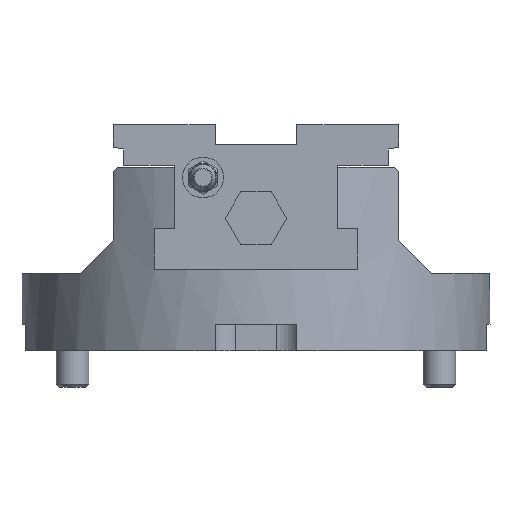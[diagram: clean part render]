
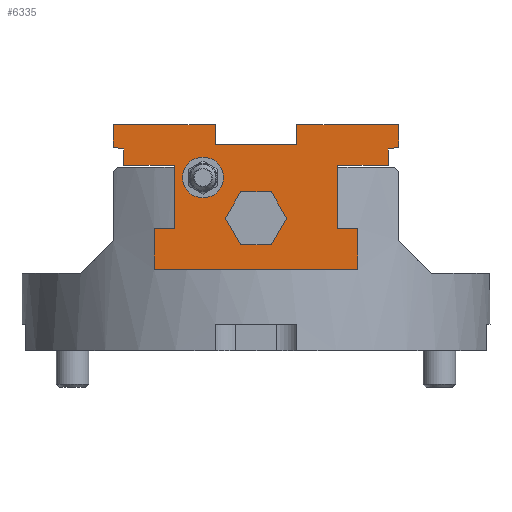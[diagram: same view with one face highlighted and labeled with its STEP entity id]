
A CAD part, front view. The second image highlights one B-rep face of the part: STEP entity #6335.
In plain terms, the highlighted planar face has unit normal (0, -1, 0).
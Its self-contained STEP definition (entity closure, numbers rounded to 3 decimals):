
#722=LINE('',#10616,#1202);
#723=LINE('',#10618,#1203);
#724=LINE('',#10620,#1204);
#725=LINE('',#10622,#1205);
#726=LINE('',#10624,#1206);
#727=LINE('',#10626,#1207);
#728=LINE('',#10628,#1208);
#729=LINE('',#10630,#1209);
#730=LINE('',#10632,#1210);
#731=LINE('',#10634,#1211);
#732=LINE('',#10636,#1212);
#733=LINE('',#10638,#1213);
#734=LINE('',#10640,#1214);
#735=LINE('',#10642,#1215);
#736=LINE('',#10644,#1216);
#737=LINE('',#10646,#1217);
#738=LINE('',#10648,#1218);
#739=LINE('',#10650,#1219);
#740=LINE('',#10652,#1220);
#741=LINE('',#10653,#1221);
#1202=VECTOR('',#8631,10.);
#1203=VECTOR('',#8632,10.);
#1204=VECTOR('',#8633,10.);
#1205=VECTOR('',#8634,10.);
#1206=VECTOR('',#8635,10.);
#1207=VECTOR('',#8636,10.);
#1208=VECTOR('',#8637,10.);
#1209=VECTOR('',#8638,10.);
#1210=VECTOR('',#8639,10.);
#1211=VECTOR('',#8640,10.);
#1212=VECTOR('',#8641,10.);
#1213=VECTOR('',#8642,10.);
#1214=VECTOR('',#8643,10.);
#1215=VECTOR('',#8644,10.);
#1216=VECTOR('',#8645,10.);
#1217=VECTOR('',#8646,10.);
#1218=VECTOR('',#8647,10.);
#1219=VECTOR('',#8648,10.);
#1220=VECTOR('',#8649,10.);
#1221=VECTOR('',#8650,10.);
#1316=FACE_BOUND('',#2016,.T.);
#1613=FACE_OUTER_BOUND('',#2015,.T.);
#2015=EDGE_LOOP('',(#5246,#5247,#5248,#5249,#5250,#5251,#5252,#5253,#5254,
#5255,#5256,#5257,#5258,#5259,#5260,#5261,#5262,#5263,#5264,#5265));
#2016=EDGE_LOOP('',(#5266));
#2287=CIRCLE('',#7051,5.);
#2833=VERTEX_POINT('',#10614);
#2834=VERTEX_POINT('',#10615);
#2835=VERTEX_POINT('',#10617);
#2836=VERTEX_POINT('',#10619);
#2837=VERTEX_POINT('',#10621);
#2838=VERTEX_POINT('',#10623);
#2839=VERTEX_POINT('',#10625);
#2840=VERTEX_POINT('',#10627);
#2841=VERTEX_POINT('',#10629);
#2842=VERTEX_POINT('',#10631);
#2843=VERTEX_POINT('',#10633);
#2844=VERTEX_POINT('',#10635);
#2845=VERTEX_POINT('',#10637);
#2846=VERTEX_POINT('',#10639);
#2847=VERTEX_POINT('',#10641);
#2848=VERTEX_POINT('',#10643);
#2849=VERTEX_POINT('',#10645);
#2850=VERTEX_POINT('',#10647);
#2851=VERTEX_POINT('',#10649);
#2852=VERTEX_POINT('',#10651);
#2853=VERTEX_POINT('',#10654);
#3650=EDGE_CURVE('',#2833,#2834,#722,.T.);
#3651=EDGE_CURVE('',#2834,#2835,#723,.T.);
#3652=EDGE_CURVE('',#2835,#2836,#724,.T.);
#3653=EDGE_CURVE('',#2837,#2836,#725,.T.);
#3654=EDGE_CURVE('',#2838,#2837,#726,.T.);
#3655=EDGE_CURVE('',#2839,#2838,#727,.T.);
#3656=EDGE_CURVE('',#2840,#2839,#728,.T.);
#3657=EDGE_CURVE('',#2841,#2840,#729,.T.);
#3658=EDGE_CURVE('',#2842,#2841,#730,.T.);
#3659=EDGE_CURVE('',#2843,#2842,#731,.T.);
#3660=EDGE_CURVE('',#2843,#2844,#732,.T.);
#3661=EDGE_CURVE('',#2844,#2845,#733,.T.);
#3662=EDGE_CURVE('',#2845,#2846,#734,.T.);
#3663=EDGE_CURVE('',#2846,#2847,#735,.T.);
#3664=EDGE_CURVE('',#2847,#2848,#736,.T.);
#3665=EDGE_CURVE('',#2848,#2849,#737,.T.);
#3666=EDGE_CURVE('',#2849,#2850,#738,.T.);
#3667=EDGE_CURVE('',#2850,#2851,#739,.T.);
#3668=EDGE_CURVE('',#2851,#2852,#740,.T.);
#3669=EDGE_CURVE('',#2852,#2833,#741,.T.);
#3670=EDGE_CURVE('',#2853,#2853,#2287,.T.);
#5246=ORIENTED_EDGE('',*,*,#3650,.T.);
#5247=ORIENTED_EDGE('',*,*,#3651,.T.);
#5248=ORIENTED_EDGE('',*,*,#3652,.T.);
#5249=ORIENTED_EDGE('',*,*,#3653,.F.);
#5250=ORIENTED_EDGE('',*,*,#3654,.F.);
#5251=ORIENTED_EDGE('',*,*,#3655,.F.);
#5252=ORIENTED_EDGE('',*,*,#3656,.F.);
#5253=ORIENTED_EDGE('',*,*,#3657,.F.);
#5254=ORIENTED_EDGE('',*,*,#3658,.F.);
#5255=ORIENTED_EDGE('',*,*,#3659,.F.);
#5256=ORIENTED_EDGE('',*,*,#3660,.T.);
#5257=ORIENTED_EDGE('',*,*,#3661,.T.);
#5258=ORIENTED_EDGE('',*,*,#3662,.T.);
#5259=ORIENTED_EDGE('',*,*,#3663,.T.);
#5260=ORIENTED_EDGE('',*,*,#3664,.T.);
#5261=ORIENTED_EDGE('',*,*,#3665,.T.);
#5262=ORIENTED_EDGE('',*,*,#3666,.T.);
#5263=ORIENTED_EDGE('',*,*,#3667,.T.);
#5264=ORIENTED_EDGE('',*,*,#3668,.T.);
#5265=ORIENTED_EDGE('',*,*,#3669,.T.);
#5266=ORIENTED_EDGE('',*,*,#3670,.T.);
#5662=PLANE('',#7050);
#6335=ADVANCED_FACE('',(#1613,#1316),#5662,.F.);
#7050=AXIS2_PLACEMENT_3D('',#10613,#8629,#8630);
#7051=AXIS2_PLACEMENT_3D('',#10655,#8651,#8652);
#8629=DIRECTION('center_axis',(0.,1.,0.));
#8630=DIRECTION('ref_axis',(0.,0.,1.));
#8631=DIRECTION('',(0.985,0.,-0.174));
#8632=DIRECTION('',(0.,0.,-1.));
#8633=DIRECTION('',(1.,0.,0.));
#8634=DIRECTION('',(0.,0.,1.));
#8635=DIRECTION('',(1.,0.,0.));
#8636=DIRECTION('',(0.,0.,1.));
#8637=DIRECTION('',(-1.,0.,0.));
#8638=DIRECTION('',(0.,0.,-1.));
#8639=DIRECTION('',(1.,0.,0.));
#8640=DIRECTION('',(0.,0.,-1.));
#8641=DIRECTION('',(1.,0.,0.));
#8642=DIRECTION('',(0.,0.,1.));
#8643=DIRECTION('',(0.985,0.,0.174));
#8644=DIRECTION('',(0.,0.,1.));
#8645=DIRECTION('',(-1.,0.,0.));
#8646=DIRECTION('',(0.,0.,-1.));
#8647=DIRECTION('',(-1.,0.,0.));
#8648=DIRECTION('',(0.,0.,1.));
#8649=DIRECTION('',(-1.,0.,0.));
#8650=DIRECTION('',(0.,0.,-1.));
#8651=DIRECTION('center_axis',(0.,1.,0.));
#8652=DIRECTION('ref_axis',(-1.,0.,0.));
#10613=CARTESIAN_POINT('Origin',(0.,-58.5,32.5));
#10614=CARTESIAN_POINT('',(-35.,-58.5,49.941));
#10615=CARTESIAN_POINT('',(-32.5,-58.5,49.5));
#10616=CARTESIAN_POINT('',(-35.,-58.5,49.941));
#10617=CARTESIAN_POINT('',(-32.5,-58.5,45.5));
#10618=CARTESIAN_POINT('',(-32.5,-58.5,49.5));
#10619=CARTESIAN_POINT('',(-20.,-58.5,45.5));
#10620=CARTESIAN_POINT('',(-32.5,-58.5,45.5));
#10621=CARTESIAN_POINT('',(-20.,-58.5,30.));
#10622=CARTESIAN_POINT('',(-20.,-58.5,30.));
#10623=CARTESIAN_POINT('',(-25.,-58.5,30.));
#10624=CARTESIAN_POINT('',(-25.,-58.5,30.));
#10625=CARTESIAN_POINT('',(-25.,-58.5,20.));
#10626=CARTESIAN_POINT('',(-25.,-58.5,20.));
#10627=CARTESIAN_POINT('',(25.,-58.5,20.));
#10628=CARTESIAN_POINT('',(25.,-58.5,20.));
#10629=CARTESIAN_POINT('',(25.,-58.5,30.));
#10630=CARTESIAN_POINT('',(25.,-58.5,30.));
#10631=CARTESIAN_POINT('',(20.,-58.5,30.));
#10632=CARTESIAN_POINT('',(20.,-58.5,30.));
#10633=CARTESIAN_POINT('',(20.,-58.5,45.5));
#10634=CARTESIAN_POINT('',(20.,-58.5,50.));
#10635=CARTESIAN_POINT('',(32.5,-58.5,45.5));
#10636=CARTESIAN_POINT('',(20.,-58.5,45.5));
#10637=CARTESIAN_POINT('',(32.5,-58.5,49.5));
#10638=CARTESIAN_POINT('',(32.5,-58.5,45.5));
#10639=CARTESIAN_POINT('',(35.,-58.5,49.941));
#10640=CARTESIAN_POINT('',(32.5,-58.5,49.5));
#10641=CARTESIAN_POINT('',(35.,-58.5,55.5));
#10642=CARTESIAN_POINT('',(35.,-58.5,49.941));
#10643=CARTESIAN_POINT('',(10.,-58.5,55.5));
#10644=CARTESIAN_POINT('',(17.5,-58.5,55.5));
#10645=CARTESIAN_POINT('',(10.,-58.5,50.5));
#10646=CARTESIAN_POINT('',(10.,-58.5,47.206));
#10647=CARTESIAN_POINT('',(-10.,-58.5,50.5));
#10648=CARTESIAN_POINT('',(5.,-58.5,50.5));
#10649=CARTESIAN_POINT('',(-10.,-58.5,55.5));
#10650=CARTESIAN_POINT('',(-10.,-58.5,42.853));
#10651=CARTESIAN_POINT('',(-35.,-58.5,55.5));
#10652=CARTESIAN_POINT('',(17.5,-58.5,55.5));
#10653=CARTESIAN_POINT('',(-35.,-58.5,45.353));
#10654=CARTESIAN_POINT('',(-8.,-58.5,42.5));
#10655=CARTESIAN_POINT('Origin',(-13.,-58.5,42.5));
